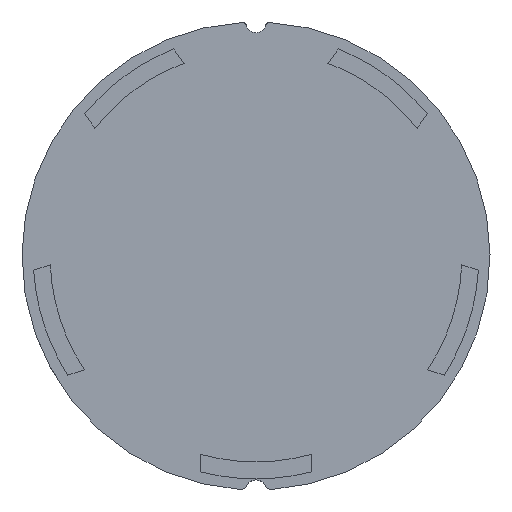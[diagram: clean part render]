
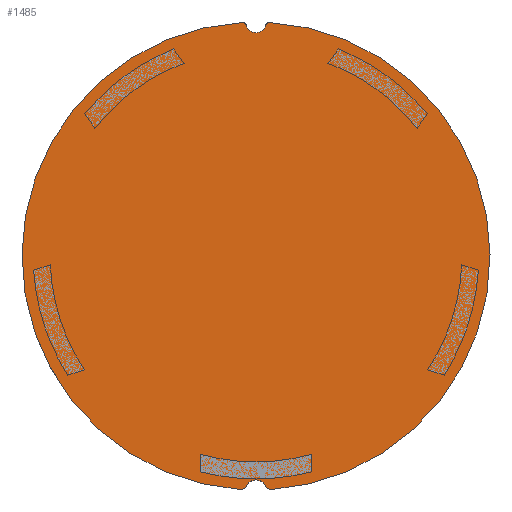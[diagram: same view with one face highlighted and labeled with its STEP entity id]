
A CAD part, front view. The second image highlights one B-rep face of the part: STEP entity #1485.
In plain terms, the highlighted planar face has unit normal (0, -1, 0).
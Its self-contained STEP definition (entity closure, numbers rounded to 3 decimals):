
#13 = VERTEX_POINT ( 'NONE', #211 ) ;
#28 = CIRCLE ( 'NONE', #465, 0.5 ) ;
#29 = ORIENTED_EDGE ( 'NONE', *, *, #1481, .F. ) ;
#49 = AXIS2_PLACEMENT_3D ( 'NONE', #1169, #281, #791 ) ;
#69 = DIRECTION ( 'NONE',  ( 0., 0., 1. ) ) ;
#72 = ORIENTED_EDGE ( 'NONE', *, *, #1983, .T. ) ;
#75 = DIRECTION ( 'NONE',  ( 0., 0., 1. ) ) ;
#93 = AXIS2_PLACEMENT_3D ( 'NONE', #951, #1290, #69 ) ;
#94 = VERTEX_POINT ( 'NONE', #628 ) ;
#130 = VERTEX_POINT ( 'NONE', #2230 ) ;
#175 = VERTEX_POINT ( 'NONE', #857 ) ;
#180 = ORIENTED_EDGE ( 'NONE', *, *, #1852, .T. ) ;
#191 = AXIS2_PLACEMENT_3D ( 'NONE', #2142, #1803, #1054 ) ;
#211 = CARTESIAN_POINT ( 'NONE',  ( -2.257, 0., -34.426 ) ) ;
#226 = PLANE ( 'NONE',  #93 ) ;
#248 = CARTESIAN_POINT ( 'NONE',  ( 1.936, 0., 33.943 ) ) ;
#260 = EDGE_CURVE ( 'NONE', #388, #13, #288, .T. ) ;
#266 = CARTESIAN_POINT ( 'NONE',  ( 2.257, 0., -34.426 ) ) ;
#281 = DIRECTION ( 'NONE',  ( 0., 1., 0. ) ) ;
#288 = CIRCLE ( 'NONE', #1615, 1. ) ;
#322 = ORIENTED_EDGE ( 'NONE', *, *, #2078, .T. ) ;
#371 = FACE_OUTER_BOUND ( 'NONE', #1355, .T. ) ;
#388 = VERTEX_POINT ( 'NONE', #637 ) ;
#413 = DIRECTION ( 'NONE',  ( 0., 1., 0. ) ) ;
#417 = DIRECTION ( 'NONE',  ( 0., 0., 1. ) ) ;
#433 = CIRCLE ( 'NONE', #1490, 1.5 ) ;
#444 = VERTEX_POINT ( 'NONE', #266 ) ;
#462 = VERTEX_POINT ( 'NONE', #2224 ) ;
#465 = AXIS2_PLACEMENT_3D ( 'NONE', #1875, #2038, #75 ) ;
#560 = AXIS2_PLACEMENT_3D ( 'NONE', #1117, #742, #1814 ) ;
#584 = CARTESIAN_POINT ( 'NONE',  ( 0., 0., -0.002 ) ) ;
#586 = ORIENTED_EDGE ( 'NONE', *, *, #931, .F. ) ;
#628 = CARTESIAN_POINT ( 'NONE',  ( -1.964, 0., 34.442 ) ) ;
#637 = CARTESIAN_POINT ( 'NONE',  ( -1.354, 0., -33.856 ) ) ;
#656 = DIRECTION ( 'NONE',  ( 0., 0., 1. ) ) ;
#665 = CARTESIAN_POINT ( 'NONE',  ( 1.354, 0., -33.856 ) ) ;
#692 = CIRCLE ( 'NONE', #1529, 34.5 ) ;
#695 = VERTEX_POINT ( 'NONE', #842 ) ;
#728 = DIRECTION ( 'NONE',  ( 0., 0., 1. ) ) ;
#742 = DIRECTION ( 'NONE',  ( 0., -1., 0. ) ) ;
#763 = CARTESIAN_POINT ( 'NONE',  ( -1.452, 0., 34.069 ) ) ;
#767 = DIRECTION ( 'NONE',  ( 0., -1., 0. ) ) ;
#790 = CARTESIAN_POINT ( 'NONE',  ( 0., 0., -34.502 ) ) ;
#791 = DIRECTION ( 'NONE',  ( 0., 0., 1. ) ) ;
#819 = VERTEX_POINT ( 'NONE', #763 ) ;
#842 = CARTESIAN_POINT ( 'NONE',  ( 1.964, 0., 34.442 ) ) ;
#857 = CARTESIAN_POINT ( 'NONE',  ( -2.324, 0., -34.424 ) ) ;
#870 = AXIS2_PLACEMENT_3D ( 'NONE', #1723, #1239, #656 ) ;
#894 = ORIENTED_EDGE ( 'NONE', *, *, #964, .F. ) ;
#917 = DIRECTION ( 'NONE',  ( 0., 0., 1. ) ) ;
#931 = EDGE_CURVE ( 'NONE', #1623, #695, #1716, .T. ) ;
#951 = CARTESIAN_POINT ( 'NONE',  ( 0., 0., 0. ) ) ;
#964 = EDGE_CURVE ( 'NONE', #695, #130, #692, .T. ) ;
#973 = DIRECTION ( 'NONE',  ( 0., 1., 0. ) ) ;
#994 = EDGE_CURVE ( 'NONE', #819, #94, #28, .T. ) ;
#997 = EDGE_CURVE ( 'NONE', #388, #2201, #433, .T. ) ;
#1040 = ORIENTED_EDGE ( 'NONE', *, *, #260, .F. ) ;
#1049 = ORIENTED_EDGE ( 'NONE', *, *, #997, .T. ) ;
#1054 = DIRECTION ( 'NONE',  ( 0., 0., 1. ) ) ;
#1066 = CIRCLE ( 'NONE', #49, 1.5 ) ;
#1072 = AXIS2_PLACEMENT_3D ( 'NONE', #2031, #2018, #417 ) ;
#1112 = CIRCLE ( 'NONE', #1072, 34.5 ) ;
#1117 = CARTESIAN_POINT ( 'NONE',  ( 2.257, 0., -33.426 ) ) ;
#1169 = CARTESIAN_POINT ( 'NONE',  ( 0., 0., 34.446 ) ) ;
#1188 = CARTESIAN_POINT ( 'NONE',  ( -2.257, 0., -33.426 ) ) ;
#1223 = ORIENTED_EDGE ( 'NONE', *, *, #2244, .T. ) ;
#1239 = DIRECTION ( 'NONE',  ( 0., 1., 0. ) ) ;
#1283 = ORIENTED_EDGE ( 'NONE', *, *, #1766, .F. ) ;
#1290 = DIRECTION ( 'NONE',  ( 0., 1., 0. ) ) ;
#1355 = EDGE_LOOP ( 'NONE', ( #2139, #29, #1283, #1040, #1049, #180, #1223, #894, #586, #322, #72 ) ) ;
#1367 = CARTESIAN_POINT ( 'NONE',  ( 1.452, 0., 34.069 ) ) ;
#1460 = AXIS2_PLACEMENT_3D ( 'NONE', #1843, #767, #917 ) ;
#1474 = CIRCLE ( 'NONE', #191, 1. ) ;
#1481 = EDGE_CURVE ( 'NONE', #175, #94, #1112, .T. ) ;
#1485 = ADVANCED_FACE ( 'NONE', ( #371 ), #226, .F. ) ;
#1490 = AXIS2_PLACEMENT_3D ( 'NONE', #790, #1513, #728 ) ;
#1513 = DIRECTION ( 'NONE',  ( 0., 1., 0. ) ) ;
#1529 = AXIS2_PLACEMENT_3D ( 'NONE', #584, #973, #2079 ) ;
#1552 = DIRECTION ( 'NONE',  ( 0., 0., 1. ) ) ;
#1615 = AXIS2_PLACEMENT_3D ( 'NONE', #1188, #1733, #1552 ) ;
#1623 = VERTEX_POINT ( 'NONE', #1367 ) ;
#1701 = DIRECTION ( 'NONE',  ( 0., 0., 1. ) ) ;
#1716 = CIRCLE ( 'NONE', #1950, 0.5 ) ;
#1723 = CARTESIAN_POINT ( 'NONE',  ( 0., 0., 34.446 ) ) ;
#1733 = DIRECTION ( 'NONE',  ( 0., 1., 0. ) ) ;
#1766 = EDGE_CURVE ( 'NONE', #13, #175, #1474, .T. ) ;
#1803 = DIRECTION ( 'NONE',  ( 0., 1., 0. ) ) ;
#1814 = DIRECTION ( 'NONE',  ( 0., 0., 1. ) ) ;
#1843 = CARTESIAN_POINT ( 'NONE',  ( 2.257, 0., -33.426 ) ) ;
#1852 = EDGE_CURVE ( 'NONE', #2201, #444, #2294, .T. ) ;
#1875 = CARTESIAN_POINT ( 'NONE',  ( -1.936, 0., 33.943 ) ) ;
#1900 = CIRCLE ( 'NONE', #870, 1.5 ) ;
#1950 = AXIS2_PLACEMENT_3D ( 'NONE', #248, #413, #1701 ) ;
#1983 = EDGE_CURVE ( 'NONE', #462, #819, #1066, .T. ) ;
#2018 = DIRECTION ( 'NONE',  ( 0., 1., 0. ) ) ;
#2031 = CARTESIAN_POINT ( 'NONE',  ( 0., 0., -0.002 ) ) ;
#2038 = DIRECTION ( 'NONE',  ( 0., -1., 0. ) ) ;
#2078 = EDGE_CURVE ( 'NONE', #1623, #462, #1900, .T. ) ;
#2079 = DIRECTION ( 'NONE',  ( 0., 0., 1. ) ) ;
#2139 = ORIENTED_EDGE ( 'NONE', *, *, #994, .T. ) ;
#2142 = CARTESIAN_POINT ( 'NONE',  ( -2.257, 0., -33.426 ) ) ;
#2201 = VERTEX_POINT ( 'NONE', #665 ) ;
#2224 = CARTESIAN_POINT ( 'NONE',  ( 0., 0., 32.946 ) ) ;
#2230 = CARTESIAN_POINT ( 'NONE',  ( 2.324, 0., -34.424 ) ) ;
#2244 = EDGE_CURVE ( 'NONE', #444, #130, #2274, .T. ) ;
#2274 = CIRCLE ( 'NONE', #1460, 1. ) ;
#2294 = CIRCLE ( 'NONE', #560, 1. ) ;
